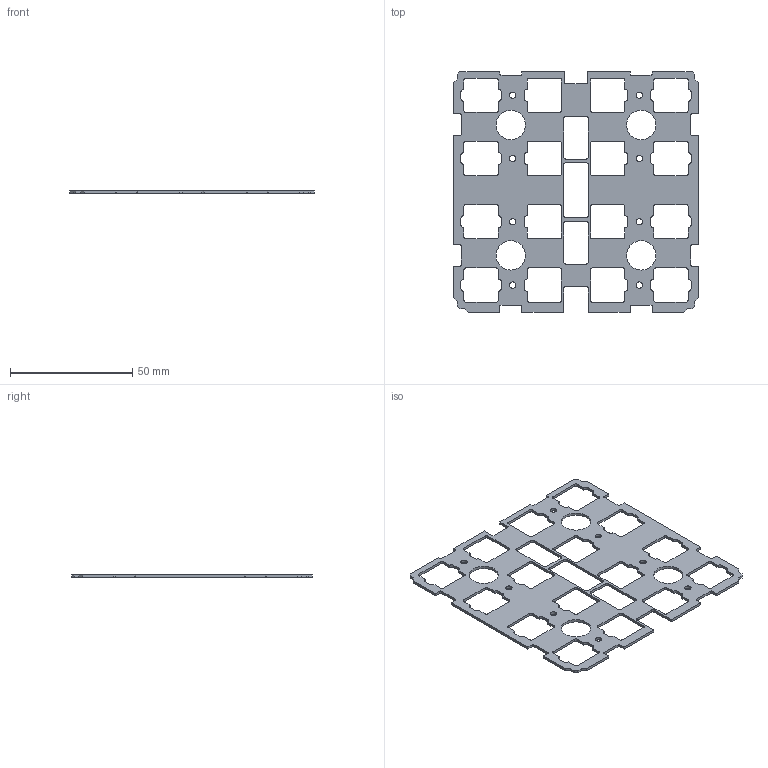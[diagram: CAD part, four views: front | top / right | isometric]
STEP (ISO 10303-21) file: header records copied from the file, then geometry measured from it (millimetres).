
FILE_DESCRIPTION(('KiCad electronic assembly'),'2;1');
FILE_NAME('PCBA-BU16-PLATE-3D.step','2025-06-27T12:39:06',('Pcbnew'),( 'Kicad'),'Open CASCADE STEP processor 7.6','KiCad to STEP converter' ,'Unknown');
FILE_SCHEMA(('AUTOMOTIVE_DESIGN { 1 0 10303 214 1 1 1 1 }'));
Length unit declared in the file: millimetre
Products named in the file (2): PCBA-BU16-PLATE-3D 1; kibot_n6r6nzxm_PCB
Assembly tree (1 placements, depth 2):
  PCBA-BU16-PLATE-3D 1
    kibot_n6r6nzxm_PCB
Bounding box: 100 x 98.5 x 1.11 mm (x, y, z)
Volume: 5695.4 mm3; surface area: 12209.9 mm2
Topology: 1 solids, 1 shells, 340 faces, 1014 edges, 676 vertices
Faces by surface type: plane 186, cylinder 154
Full cylindrical faces by diameter (mm): 2.6 x8, 12 x4
Entity records: 11647 total; most frequent: CARTESIAN_POINT 2032, ORIENTED_EDGE 2028, DIRECTION 2006, EDGE_CURVE 1014, LINE 706, VECTOR 706, VERTEX_POINT 676, AXIS2_PLACEMENT_3D 650
